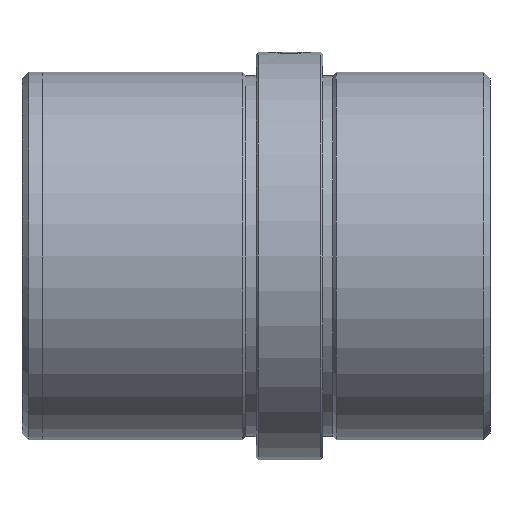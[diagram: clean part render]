
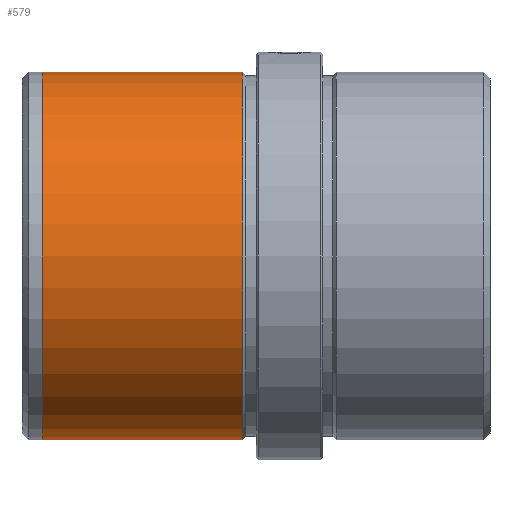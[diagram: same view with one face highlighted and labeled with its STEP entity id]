
A CAD part, left-side view. The second image highlights one B-rep face of the part: STEP entity #579.
In plain terms, the highlighted cylindrical face has radius 27.5 mm (diameter 55 mm), a partial arc.
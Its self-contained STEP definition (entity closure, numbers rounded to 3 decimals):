
#32 = EDGE_CURVE ( 'NONE', #501, #304, #1664, .T. ) ;
#50 = DIRECTION ( 'NONE',  ( 0., -1., 0. ) ) ;
#141 = DIRECTION ( 'NONE',  ( 0., 0., -1. ) ) ;
#216 = ORIENTED_EDGE ( 'NONE', *, *, #1383, .T. ) ;
#293 = LINE ( 'NONE', #336, #1126 ) ;
#304 = VERTEX_POINT ( 'NONE', #755 ) ;
#336 = CARTESIAN_POINT ( 'NONE',  ( 0., 0., 27.5 ) ) ;
#348 = DIRECTION ( 'NONE',  ( 0., -1., 0. ) ) ;
#381 = DIRECTION ( 'NONE',  ( 0., -1., 0. ) ) ;
#494 = CIRCLE ( 'NONE', #1271, 27.5 ) ;
#501 = VERTEX_POINT ( 'NONE', #678 ) ;
#507 = EDGE_CURVE ( 'NONE', #501, #1800, #293, .T. ) ;
#579 = ADVANCED_FACE ( 'NONE', ( #1017 ), #1817, .T. ) ;
#678 = CARTESIAN_POINT ( 'NONE',  ( 0., 67., 27.5 ) ) ;
#707 = LINE ( 'NONE', #1325, #1457 ) ;
#755 = CARTESIAN_POINT ( 'NONE',  ( 0., 67., -27.5 ) ) ;
#786 = EDGE_LOOP ( 'NONE', ( #1621, #1333, #216, #1400 ) ) ;
#830 = AXIS2_PLACEMENT_3D ( 'NONE', #1361, #381, #1522 ) ;
#929 = EDGE_CURVE ( 'NONE', #1800, #1273, #494, .T. ) ;
#991 = AXIS2_PLACEMENT_3D ( 'NONE', #1053, #1525, #2013 ) ;
#1017 = FACE_OUTER_BOUND ( 'NONE', #786, .T. ) ;
#1032 = CARTESIAN_POINT ( 'NONE',  ( 0., 37., 27.5 ) ) ;
#1053 = CARTESIAN_POINT ( 'NONE',  ( 0., 0., 0. ) ) ;
#1126 = VECTOR ( 'NONE', #50, 1000. ) ;
#1127 = DIRECTION ( 'NONE',  ( 0., -1., 0. ) ) ;
#1271 = AXIS2_PLACEMENT_3D ( 'NONE', #2079, #1127, #141 ) ;
#1273 = VERTEX_POINT ( 'NONE', #1373 ) ;
#1325 = CARTESIAN_POINT ( 'NONE',  ( 0., 0., -27.5 ) ) ;
#1333 = ORIENTED_EDGE ( 'NONE', *, *, #32, .T. ) ;
#1361 = CARTESIAN_POINT ( 'NONE',  ( 0., 67., 0. ) ) ;
#1373 = CARTESIAN_POINT ( 'NONE',  ( 0., 37., -27.5 ) ) ;
#1383 = EDGE_CURVE ( 'NONE', #304, #1273, #707, .T. ) ;
#1400 = ORIENTED_EDGE ( 'NONE', *, *, #929, .F. ) ;
#1457 = VECTOR ( 'NONE', #348, 1000. ) ;
#1522 = DIRECTION ( 'NONE',  ( 0., 0., -1. ) ) ;
#1525 = DIRECTION ( 'NONE',  ( 0., -1., 0. ) ) ;
#1621 = ORIENTED_EDGE ( 'NONE', *, *, #507, .F. ) ;
#1664 = CIRCLE ( 'NONE', #830, 27.5 ) ;
#1800 = VERTEX_POINT ( 'NONE', #1032 ) ;
#1817 = CYLINDRICAL_SURFACE ( 'NONE', #991, 27.5 ) ;
#2013 = DIRECTION ( 'NONE',  ( 0., 0., -1. ) ) ;
#2079 = CARTESIAN_POINT ( 'NONE',  ( 0., 37., 0. ) ) ;
